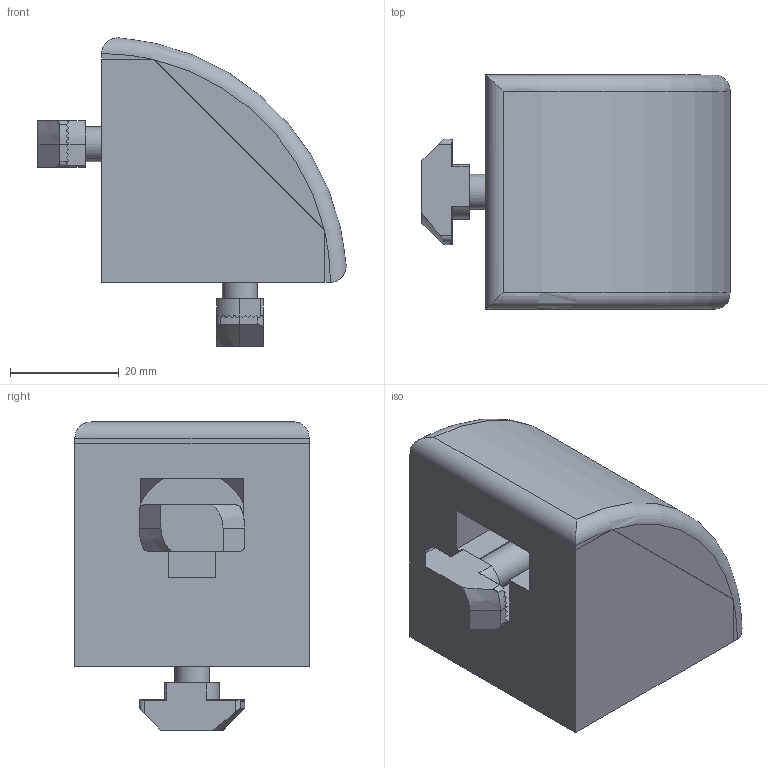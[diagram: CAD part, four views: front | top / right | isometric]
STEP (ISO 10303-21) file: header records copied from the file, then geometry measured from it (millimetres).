
FILE_DESCRIPTION(/* description */ (''),/* implementation_level */ '2;1');
FILE_NAME(/* name */ '123130',/* time_stamp */ '2014-10-06T13:07:28+02:00',/* author */ (''),/* organization */ (''),/* preprocessor_version */ 'ST-DEVELOPER v14',/* originating_system */ 'HiCAD 2013 1802.4 Build 509',/* authorisation */ '');
FILE_SCHEMA (('AUTOMOTIVE_DESIGN { 1 0 10303 214 1 1 1 1 }'));
Length unit declared in the file: millimetre
Products named in the file (7): Root; 123130HOEKSTUK 45x45 LUXURYBOIKON0; 122000Flensmoer M8BOIKON; 120210Hamerkopbout M8x25BOIKON; 123131AFDEKKAP HOEKSTUK 45x45 LUXURYBOIKON0
Assembly tree (6 placements, depth 3):
  Root
    123130HOEKSTUK 45x45 LUXURYBOIKON0
      122000Flensmoer M8BOIKON
      122000Flensmoer M8BOIKON
      120210Hamerkopbout M8x25BOIKON
      120210Hamerkopbout M8x25BOIKON
      123131AFDEKKAP HOEKSTUK 45x45 LUXURYBOIKON0
Bounding box: 56.59 x 43 x 56.59 mm (x, y, z)
Volume: 51750.5 mm3; surface area: 21847.5 mm2
Topology: 6 solids, 6 shells, 214 faces, 570 edges, 380 vertices
Faces by surface type: plane 161, cylinder 29, cone 20, sphere 2, torus 2
Full cylindrical faces by diameter (mm): 6.466 x2, 8 x2, 21 x2
Entity records: 12588 total; most frequent: CARTESIAN_POINT 1514, DIRECTION 1196, PRESENTATION_STYLE_ASSIGNMENT 1110, COLOUR_RGB 1108, DRAUGHTING_PRE_DEFINED_CURVE_FONT 1104, CURVE_STYLE 1104, OVER_RIDING_STYLED_ITEM 1104, ORIENTED_EDGE 1104
